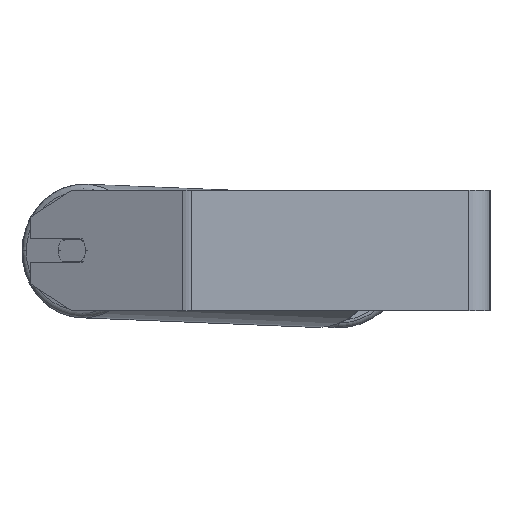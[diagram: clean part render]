
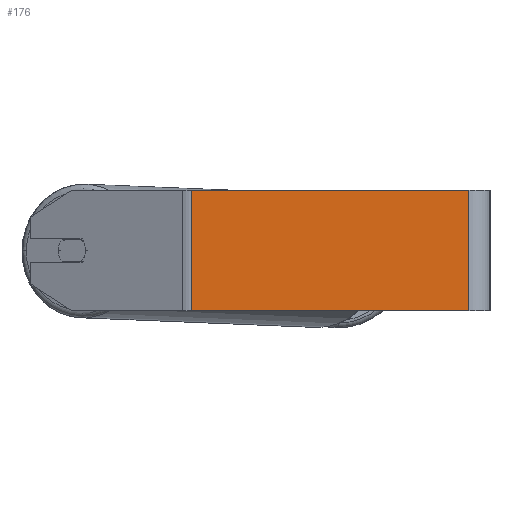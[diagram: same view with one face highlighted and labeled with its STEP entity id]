
A CAD part, left-side view. The second image highlights one B-rep face of the part: STEP entity #176.
In plain terms, the highlighted planar face has unit normal (-1, 0, 0).
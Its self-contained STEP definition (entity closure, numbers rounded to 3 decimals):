
#81 = VECTOR ( 'NONE', #6940, 1000. ) ;
#176 = ADVANCED_FACE ( 'NONE', ( #2135 ), #819, .F. ) ;
#234 = VERTEX_POINT ( 'NONE', #8475 ) ;
#424 = VERTEX_POINT ( 'NONE', #4119 ) ;
#819 = PLANE ( 'NONE',  #829 ) ;
#829 = AXIS2_PLACEMENT_3D ( 'NONE', #1552, #7716, #1637 ) ;
#1478 = VECTOR ( 'NONE', #7703, 1000. ) ;
#1501 = EDGE_CURVE ( 'NONE', #234, #5615, #3117, .T. ) ;
#1552 = CARTESIAN_POINT ( 'NONE',  ( -620., 201.461, 40. ) ) ;
#1637 = DIRECTION ( 'NONE',  ( 0., 0., -1. ) ) ;
#1825 = VECTOR ( 'NONE', #7114, 1000. ) ;
#2135 = FACE_OUTER_BOUND ( 'NONE', #8275, .T. ) ;
#2701 = LINE ( 'NONE', #4739, #4289 ) ;
#2864 = LINE ( 'NONE', #5061, #81 ) ;
#3117 = LINE ( 'NONE', #5065, #1825 ) ;
#3192 = VERTEX_POINT ( 'NONE', #3233 ) ;
#3231 = ORIENTED_EDGE ( 'NONE', *, *, #6859, .T. ) ;
#3233 = CARTESIAN_POINT ( 'NONE',  ( -620., 198.358, 40. ) ) ;
#3748 = ORIENTED_EDGE ( 'NONE', *, *, #1501, .T. ) ;
#4119 = CARTESIAN_POINT ( 'NONE',  ( -620., 14., 40. ) ) ;
#4289 = VECTOR ( 'NONE', #8118, 1000. ) ;
#4739 = CARTESIAN_POINT ( 'NONE',  ( -620., 198.358, 40. ) ) ;
#4996 = LINE ( 'NONE', #7571, #1478 ) ;
#5061 = CARTESIAN_POINT ( 'NONE',  ( -620., 14., 40. ) ) ;
#5065 = CARTESIAN_POINT ( 'NONE',  ( -620., 201.461, -40. ) ) ;
#5292 = ORIENTED_EDGE ( 'NONE', *, *, #8324, .F. ) ;
#5615 = VERTEX_POINT ( 'NONE', #8158 ) ;
#6859 = EDGE_CURVE ( 'NONE', #3192, #234, #2701, .T. ) ;
#6940 = DIRECTION ( 'NONE',  ( 0., 0., -1. ) ) ;
#7114 = DIRECTION ( 'NONE',  ( 0., -1., 0. ) ) ;
#7571 = CARTESIAN_POINT ( 'NONE',  ( -620., 201.461, 40. ) ) ;
#7703 = DIRECTION ( 'NONE',  ( 0., -1., 0. ) ) ;
#7709 = ORIENTED_EDGE ( 'NONE', *, *, #8024, .F. ) ;
#7716 = DIRECTION ( 'NONE',  ( 1., 0., 0. ) ) ;
#8024 = EDGE_CURVE ( 'NONE', #3192, #424, #4996, .T. ) ;
#8118 = DIRECTION ( 'NONE',  ( 0., 0., -1. ) ) ;
#8158 = CARTESIAN_POINT ( 'NONE',  ( -620., 14., -40. ) ) ;
#8275 = EDGE_LOOP ( 'NONE', ( #3748, #5292, #7709, #3231 ) ) ;
#8324 = EDGE_CURVE ( 'NONE', #424, #5615, #2864, .T. ) ;
#8475 = CARTESIAN_POINT ( 'NONE',  ( -620., 198.358, -40. ) ) ;
